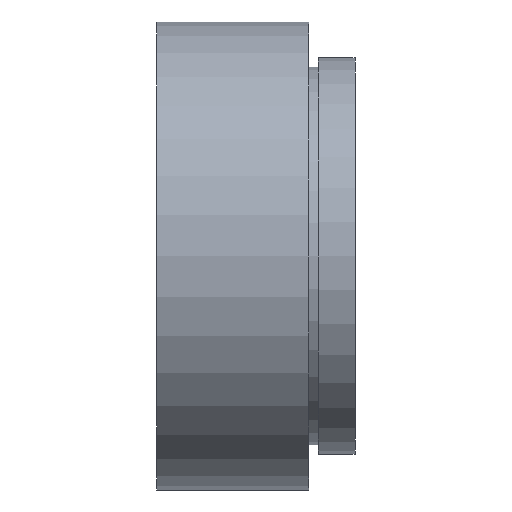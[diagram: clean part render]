
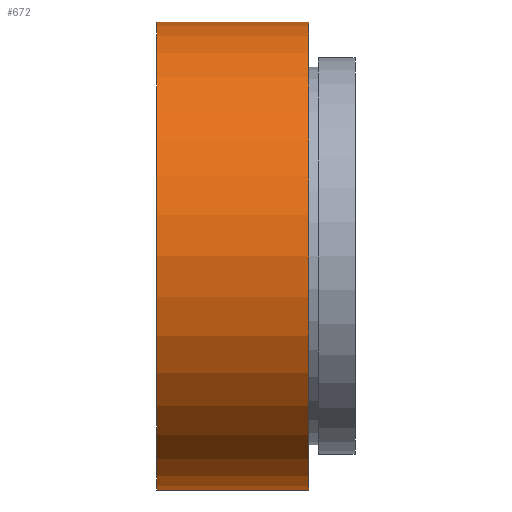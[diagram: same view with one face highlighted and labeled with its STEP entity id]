
A CAD part, left-side view. The second image highlights one B-rep face of the part: STEP entity #672.
In plain terms, the highlighted cylindrical face has radius 25.4 mm (diameter 50.8 mm), a partial arc.
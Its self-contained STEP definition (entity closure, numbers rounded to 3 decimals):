
#97 = ORIENTED_EDGE ( 'NONE', *, *, #253, .F. ) ;
#146 = CIRCLE ( 'NONE', #456, 25.4 ) ;
#149 = ORIENTED_EDGE ( 'NONE', *, *, #909, .T. ) ;
#178 = VERTEX_POINT ( 'NONE', #505 ) ;
#181 = CARTESIAN_POINT ( 'NONE',  ( -8.905, -24.919, 52.05 ) ) ;
#221 = FACE_OUTER_BOUND ( 'NONE', #435, .T. ) ;
#253 = EDGE_CURVE ( 'NONE', #466, #178, #427, .T. ) ;
#286 = DIRECTION ( 'NONE',  ( 0., -1., 0. ) ) ;
#305 = VERTEX_POINT ( 'NONE', #1150 ) ;
#348 = DIRECTION ( 'NONE',  ( 0., -1., 0. ) ) ;
#362 = ORIENTED_EDGE ( 'NONE', *, *, #495, .F. ) ;
#366 = VERTEX_POINT ( 'NONE', #1156 ) ;
#427 = CIRCLE ( 'NONE', #855, 25.4 ) ;
#429 = DIRECTION ( 'NONE',  ( 0., -1., 0. ) ) ;
#435 = EDGE_LOOP ( 'NONE', ( #362, #149, #1132, #97 ) ) ;
#438 = DIRECTION ( 'NONE',  ( 0., -1., 0. ) ) ;
#456 = AXIS2_PLACEMENT_3D ( 'NONE', #460, #348, #1175 ) ;
#460 = CARTESIAN_POINT ( 'NONE',  ( -8.905, -3.419, 26.65 ) ) ;
#466 = VERTEX_POINT ( 'NONE', #1018 ) ;
#495 = EDGE_CURVE ( 'NONE', #305, #466, #1086, .T. ) ;
#505 = CARTESIAN_POINT ( 'NONE',  ( -8.905, -19.919, 1.25 ) ) ;
#516 = CYLINDRICAL_SURFACE ( 'NONE', #621, 25.4 ) ;
#574 = DIRECTION ( 'NONE',  ( 0., -1., 0. ) ) ;
#621 = AXIS2_PLACEMENT_3D ( 'NONE', #738, #429, #639 ) ;
#639 = DIRECTION ( 'NONE',  ( 0., 0., -1. ) ) ;
#672 = ADVANCED_FACE ( 'NONE', ( #221 ), #516, .T. ) ;
#723 = VECTOR ( 'NONE', #574, 1000. ) ;
#738 = CARTESIAN_POINT ( 'NONE',  ( -8.905, -24.919, 26.65 ) ) ;
#855 = AXIS2_PLACEMENT_3D ( 'NONE', #951, #438, #1044 ) ;
#903 = LINE ( 'NONE', #1216, #1077 ) ;
#909 = EDGE_CURVE ( 'NONE', #305, #366, #146, .T. ) ;
#951 = CARTESIAN_POINT ( 'NONE',  ( -8.905, -19.919, 26.65 ) ) ;
#1018 = CARTESIAN_POINT ( 'NONE',  ( -8.905, -19.919, 52.05 ) ) ;
#1043 = EDGE_CURVE ( 'NONE', #366, #178, #903, .T. ) ;
#1044 = DIRECTION ( 'NONE',  ( 0., 0., -1. ) ) ;
#1077 = VECTOR ( 'NONE', #286, 1000. ) ;
#1086 = LINE ( 'NONE', #181, #723 ) ;
#1132 = ORIENTED_EDGE ( 'NONE', *, *, #1043, .T. ) ;
#1150 = CARTESIAN_POINT ( 'NONE',  ( -8.905, -3.419, 52.05 ) ) ;
#1156 = CARTESIAN_POINT ( 'NONE',  ( -8.905, -3.419, 1.25 ) ) ;
#1175 = DIRECTION ( 'NONE',  ( 0., 0., -1. ) ) ;
#1216 = CARTESIAN_POINT ( 'NONE',  ( -8.905, -24.919, 1.25 ) ) ;
